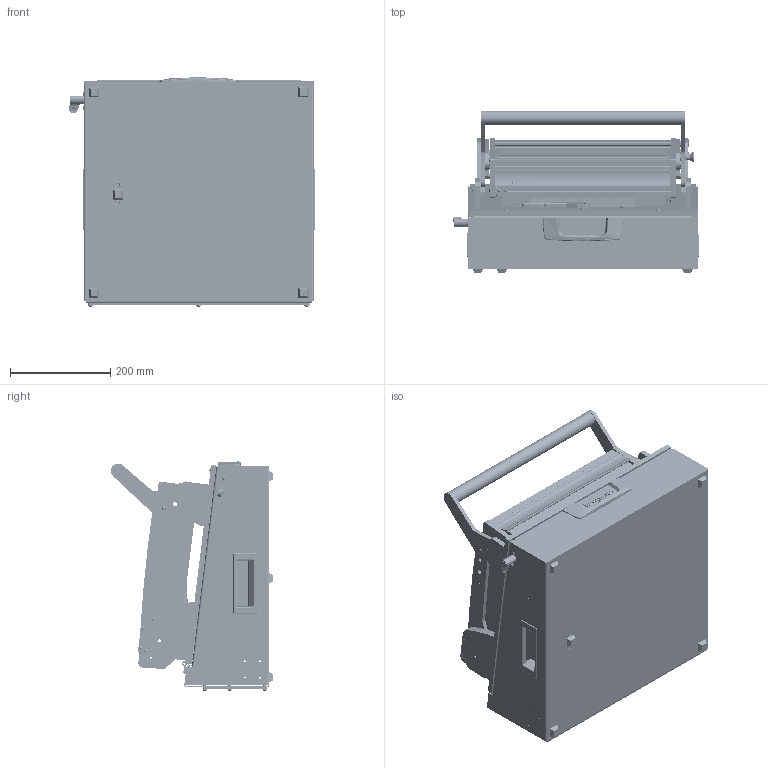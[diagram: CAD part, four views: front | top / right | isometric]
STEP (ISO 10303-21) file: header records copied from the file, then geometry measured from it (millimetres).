
FILE_DESCRIPTION (( 'STEP AP214' ), '1' );
FILE_NAME ('INGUN_32660_LINHub.STEP', '2024-11-06T10:53:56', ( '' ), ( '' ), 'SwSTEP 2.0', 'SolidWorks 2023', '' );
FILE_SCHEMA (( 'AUTOMOTIVE_DESIGN' ));
Length unit declared in the file: millimetre
Products named in the file (114): 30758~0_S; 2528~0; 109949~0_S; DIN7991~n_M05,0x020; 35334~0_S; 32587~7_S; K_02037~0; DIN6325~n_02,0m6x020; 37753~3_S; 2281~0_180°<Standard>; DIN125~n_06,4 M06,0 Fase; 57801~2_S; 2281~0; DIN914~n_M04,0x05; 21332_02~0; 39892~7_KUNDE<S>; 2720~0; 39894~2_KUNDE<S>; 32462~0_S; 32171~0_S; 53837~3_KUNDE<S>; DIN912~n_M04,0x012; 32172~8; K_02037~0_Standard ohne Dyn Punkt<Standard>; 35648~17; 114920~0_S; 32578~1_S; 30915~0; 53728~4_S; 114903~0_S; INGUN_32660_LINHub; 116176~0_S; 20902~0; 110231~1_S; 41456~0; 39891~3_KUNDE<S>; 109770~2_S; 35649~1_S; 112064~0_S; ISO7380~n_M04,0x008 ...
Assembly tree (233 placements, depth 6):
  INGUN_32660_LINHub
    114903~0_S
      32172~8
      30758~0_S  x2
        30758_01~0_S
        30758_02~0_S
        38564~0
      20902~0
      21332~0_MA 2112<Standard>
        21332_02~0
        21332_01~0
      2720~0  x5
      53032~0_S
      32171~0_S
      32462~0_S
      29805~4_geschlossen<S>
        110322~4_S
        110705~3_S
        30984~0_S
        110231~1_S
        110443~0_S
        30112~0
        ISO7380~n_M05,0x030
        ISO7380~n_M04,0x008  x2
        DIN914~n_M04,0x05
      35334~0_S
      DIN7991~n_M05,0x016
      DIN7991~n_M05,0x012  x2
      DIN985-A2~n_M05,0  x3
      8804~0
      DIN125~n_05,3 M05,0 Fase  x2
    35650~13_KUNDE LINHub<S>
      109770~2_S
        35648~17
        35661~4_S
        35662~11_S
        35663~9_S
        2281~0_180°<Standard>  x2
          2281~0
        112064~0_S  x2
        53031~0_S
        35649~1_S
        35651~1_S
        31253~0_S
        30955~0_S
        30915~0
        ASR~asr_Øi04,2x07xØa8  x2
        2528~0  x2
        31109~0
        35664~1_S
        114566~2_S  x2
          115900~0_S
            115689~0_S
            115901~1_verstemmt <S>
            30618~4_S
            116176~0_S
          DIN912~n_M04,0x016
          SCHNORR~n_04,3 M04
        DIN6325~n_04,0m6x016  x2
        DIN7991~n_M05,0x020  x6
Bounding box: 491.5 x 324.22 x 458.82 mm (x, y, z)
Volume: 4672752.3 mm3; surface area: 2608015.7 mm2
Topology: 251 solids, 251 shells, 5953 faces, 14821 edges, 9420 vertices
Faces by surface type: cylinder 2560, plane 2182, cone 735, bspline 223, torus 157, sphere 96
Entity records: 125446 total; most frequent: CARTESIAN_POINT 31698, DIRECTION 19572, ORIENTED_EDGE 18188, EDGE_CURVE 9094, AXIS2_PLACEMENT_3D 7403, VERTEX_POINT 5851, VECTOR 4766, LINE 4766
